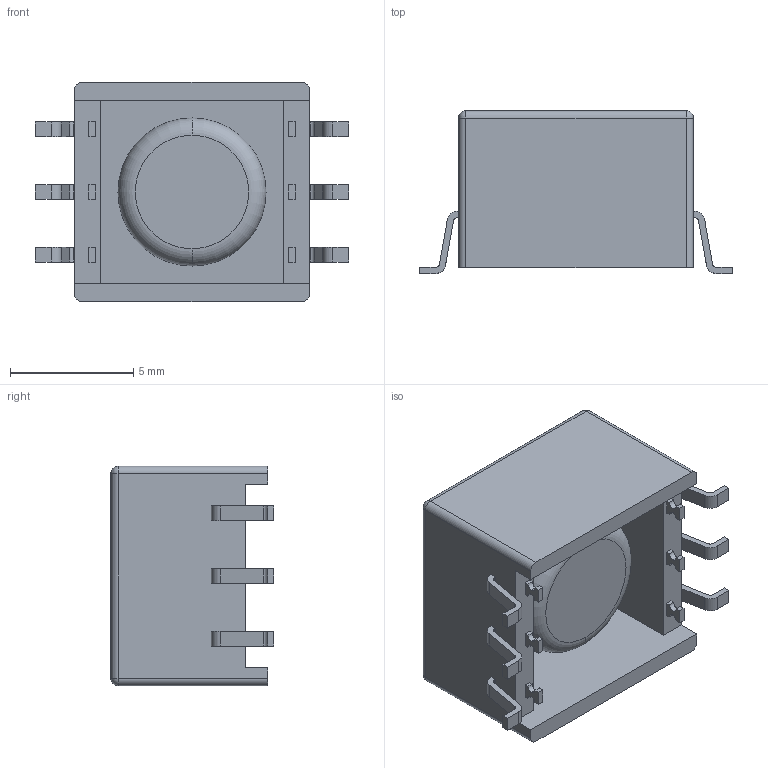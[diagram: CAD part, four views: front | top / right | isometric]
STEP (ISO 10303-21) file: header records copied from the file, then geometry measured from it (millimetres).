
FILE_DESCRIPTION (( 'STEP AP214' ), '1' );
FILE_NAME ('mps_mag_DA100J_smt_a.STEP', '2014-10-22T02:52:45', ( '微软用户' ), ( '微软中国' ), 'SwSTEP 2.0', 'SolidWorks 2013', '' );
FILE_SCHEMA (( 'AUTOMOTIVE_DESIGN' ));
Length unit declared in the file: millimetre
Products named in the file (1): mps_mag_DA100J_smt_a
Bounding box: 12.7 x 6.62 x 8.89 mm (x, y, z)
Volume: 324.5 mm3; surface area: 674.2 mm2
Topology: 4 solids, 4 shells, 491 faces, 1374 edges, 916 vertices
Faces by surface type: plane 376, cylinder 54, bspline 53, torus 4, sphere 4
Entity records: 24184 total; most frequent: CARTESIAN_POINT 6327, ORIENTED_EDGE 2740, DIRECTION 2258, EDGE_CURVE 1370, LINE 1148, VECTOR 1148, VERTEX_POINT 916, AXIS2_PLACEMENT_3D 555
